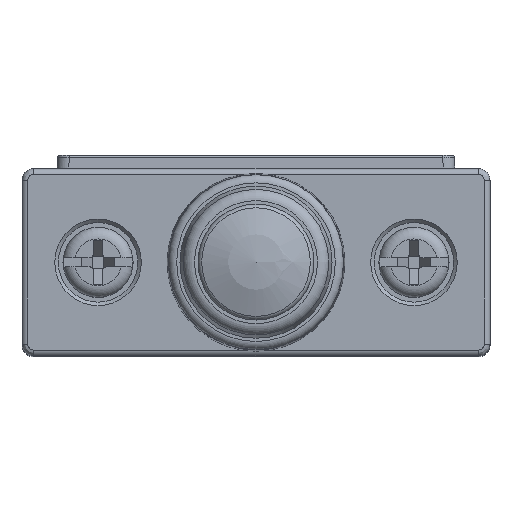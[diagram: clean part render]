
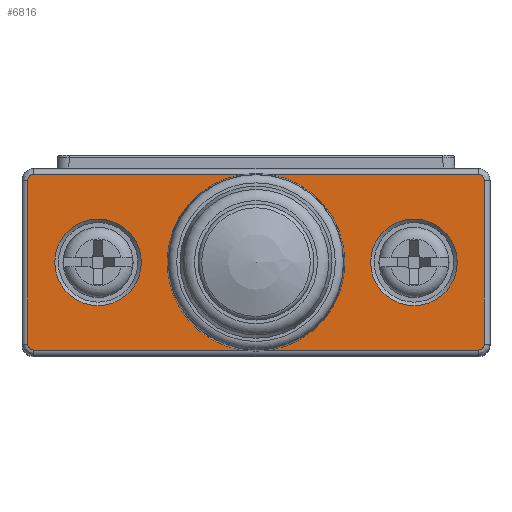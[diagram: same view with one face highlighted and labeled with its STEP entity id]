
A CAD part, top view. The second image highlights one B-rep face of the part: STEP entity #6816.
In plain terms, the highlighted planar face has unit normal (0, 0, 1).
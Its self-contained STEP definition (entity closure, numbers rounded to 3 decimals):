
#680=LINE('',#11807,#1324);
#681=LINE('',#11812,#1325);
#682=LINE('',#11816,#1326);
#683=LINE('',#11820,#1327);
#1324=VECTOR('',#9373,1.);
#1325=VECTOR('',#9376,1.);
#1326=VECTOR('',#9379,1.);
#1327=VECTOR('',#9382,1.);
#2158=PLANE('',#8372);
#2453=EDGE_LOOP('',(#3105,#3106,#3107,#3108,#3109,#3110,#3111,#3112));
#2454=EDGE_LOOP('',(#3113));
#2455=EDGE_LOOP('',(#3114));
#2456=EDGE_LOOP('',(#3115));
#3105=ORIENTED_EDGE('',*,*,#5273,.T.);
#3106=ORIENTED_EDGE('',*,*,#5274,.T.);
#3107=ORIENTED_EDGE('',*,*,#5275,.T.);
#3108=ORIENTED_EDGE('',*,*,#5276,.T.);
#3109=ORIENTED_EDGE('',*,*,#5277,.T.);
#3110=ORIENTED_EDGE('',*,*,#5278,.T.);
#3111=ORIENTED_EDGE('',*,*,#5279,.T.);
#3112=ORIENTED_EDGE('',*,*,#5280,.T.);
#3113=ORIENTED_EDGE('',*,*,#5281,.T.);
#3114=ORIENTED_EDGE('',*,*,#5282,.T.);
#3115=ORIENTED_EDGE('',*,*,#5272,.T.);
#5272=EDGE_CURVE('',#7587,#7587,#6350,.T.);
#5273=EDGE_CURVE('',#7588,#7589,#680,.T.);
#5274=EDGE_CURVE('',#7589,#7590,#6351,.T.);
#5275=EDGE_CURVE('',#7590,#7591,#681,.T.);
#5276=EDGE_CURVE('',#7591,#7592,#6352,.T.);
#5277=EDGE_CURVE('',#7592,#7593,#682,.T.);
#5278=EDGE_CURVE('',#7593,#7594,#6353,.T.);
#5279=EDGE_CURVE('',#7594,#7595,#683,.T.);
#5280=EDGE_CURVE('',#7595,#7588,#6354,.T.);
#5281=EDGE_CURVE('',#7596,#7596,#6355,.T.);
#5282=EDGE_CURVE('',#7597,#7597,#6356,.T.);
#6350=CIRCLE('',#8364,6.35);
#6351=CIRCLE('',#8366,0.5);
#6352=CIRCLE('',#8367,0.5);
#6353=CIRCLE('',#8368,0.5);
#6354=CIRCLE('',#8369,0.5);
#6355=CIRCLE('',#8370,3.7);
#6356=CIRCLE('',#8371,3.7);
#6816=ADVANCED_FACE('',(#7325,#7326,#7327,#7328),#2158,.F.);
#7325=FACE_BOUND('',#2453,.T.);
#7326=FACE_BOUND('',#2454,.T.);
#7327=FACE_BOUND('',#2455,.T.);
#7328=FACE_BOUND('',#2456,.T.);
#7587=VERTEX_POINT('',#11805);
#7588=VERTEX_POINT('',#11808);
#7589=VERTEX_POINT('',#11809);
#7590=VERTEX_POINT('',#11811);
#7591=VERTEX_POINT('',#11813);
#7592=VERTEX_POINT('',#11815);
#7593=VERTEX_POINT('',#11817);
#7594=VERTEX_POINT('',#11819);
#7595=VERTEX_POINT('',#11821);
#7596=VERTEX_POINT('',#11824);
#7597=VERTEX_POINT('',#11826);
#8364=AXIS2_PLACEMENT_3D('',#11804,#9369,#9370);
#8366=AXIS2_PLACEMENT_3D('',#11810,#9374,#9375);
#8367=AXIS2_PLACEMENT_3D('',#11814,#9377,#9378);
#8368=AXIS2_PLACEMENT_3D('',#11818,#9380,#9381);
#8369=AXIS2_PLACEMENT_3D('',#11822,#9383,#9384);
#8370=AXIS2_PLACEMENT_3D('',#11823,#9385,#9386);
#8371=AXIS2_PLACEMENT_3D('',#11825,#9387,#9388);
#8372=AXIS2_PLACEMENT_3D('',#11827,#9389,#9390);
#9369=DIRECTION('',(0.,0.,-1.));
#9370=DIRECTION('',(-1.,0.,0.));
#9373=DIRECTION('',(1.,0.,0.));
#9374=DIRECTION('',(0.,0.,1.));
#9375=DIRECTION('',(-1.,0.,0.));
#9376=DIRECTION('',(0.,1.,0.));
#9377=DIRECTION('',(0.,0.,1.));
#9378=DIRECTION('',(-1.,0.,0.));
#9379=DIRECTION('',(-1.,0.,0.));
#9380=DIRECTION('',(0.,0.,1.));
#9381=DIRECTION('',(-1.,0.,0.));
#9382=DIRECTION('',(0.,-1.,0.));
#9383=DIRECTION('',(0.,0.,1.));
#9384=DIRECTION('',(-1.,0.,0.));
#9385=DIRECTION('',(0.,0.,-1.));
#9386=DIRECTION('',(-1.,0.,0.));
#9387=DIRECTION('',(0.,0.,-1.));
#9388=DIRECTION('',(-1.,0.,0.));
#9389=DIRECTION('',(0.,0.,-1.));
#9390=DIRECTION('',(-1.,0.,0.));
#11804=CARTESIAN_POINT('',(-300.,0.,4.));
#11805=CARTESIAN_POINT('',(-306.35,0.,4.));
#11807=CARTESIAN_POINT('',(-300.,-7.5,4.));
#11808=CARTESIAN_POINT('',(-319.,-7.5,4.));
#11809=CARTESIAN_POINT('',(-281.,-7.5,4.));
#11810=CARTESIAN_POINT('',(-281.,-7.,4.));
#11811=CARTESIAN_POINT('',(-280.5,-7.,4.));
#11812=CARTESIAN_POINT('',(-280.5,0.783,4.));
#11813=CARTESIAN_POINT('',(-280.5,7.,4.));
#11814=CARTESIAN_POINT('',(-281.,7.,4.));
#11815=CARTESIAN_POINT('',(-281.,7.5,4.));
#11816=CARTESIAN_POINT('',(-295.782,7.5,4.));
#11817=CARTESIAN_POINT('',(-319.,7.5,4.));
#11818=CARTESIAN_POINT('',(-319.,7.,4.));
#11819=CARTESIAN_POINT('',(-319.5,7.,4.));
#11820=CARTESIAN_POINT('',(-319.5,-3.509,4.));
#11821=CARTESIAN_POINT('',(-319.5,-7.,4.));
#11822=CARTESIAN_POINT('',(-319.,-7.,4.));
#11823=CARTESIAN_POINT('',(-313.5,0.,4.));
#11824=CARTESIAN_POINT('',(-317.2,0.,4.));
#11825=CARTESIAN_POINT('',(-286.5,0.,4.));
#11826=CARTESIAN_POINT('',(-290.2,0.,4.));
#11827=CARTESIAN_POINT('',(-295.782,0.783,4.));
